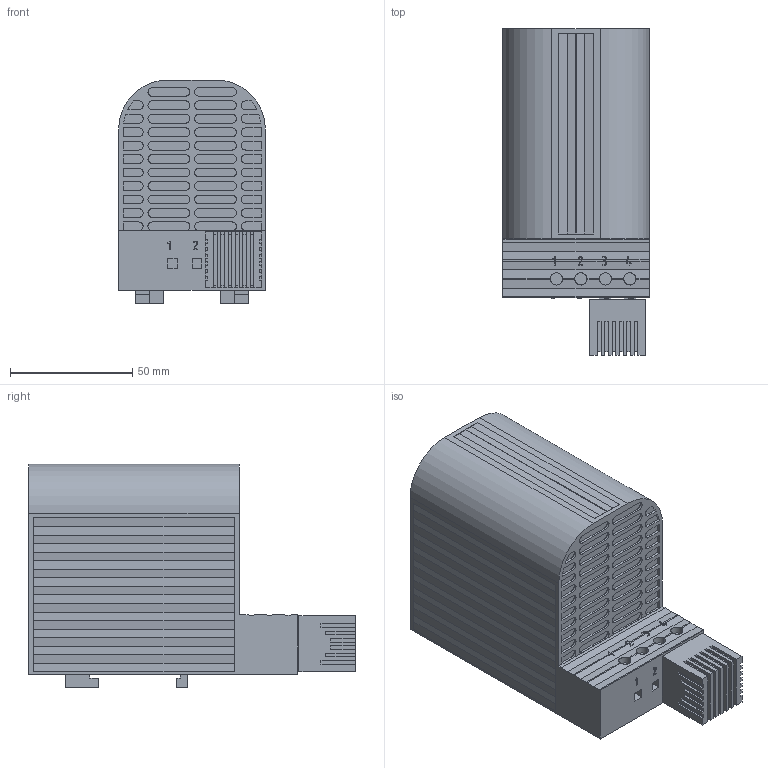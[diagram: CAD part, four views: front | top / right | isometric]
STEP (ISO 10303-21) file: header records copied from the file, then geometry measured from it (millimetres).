
FILE_DESCRIPTION (( 'STEP AP214' ), '1' );
FILE_NAME ('3186-0100-03-00.STEP', '2021-12-08T06:56:58', ( '' ), ( '' ), 'SwSTEP 2.0', 'SolidWorks 2019', '' );
FILE_SCHEMA (( 'AUTOMOTIVE_DESIGN' ));
Length unit declared in the file: millimetre
Products named in the file (1): 3186-0100-03-00
Bounding box: 60 x 133.5 x 91.5 mm (x, y, z)
Volume: 470006.4 mm3; surface area: 46333.4 mm2
Topology: 1 solids, 3 shells, 1015 faces, 2619 edges, 1722 vertices
Faces by surface type: plane 715, cylinder 182, bspline 118
Entity records: 34103 total; most frequent: CARTESIAN_POINT 8681, ORIENTED_EDGE 5238, DIRECTION 4530, EDGE_CURVE 2619, LINE 1986, VECTOR 1986, VERTEX_POINT 1722, AXIS2_PLACEMENT_3D 1272
